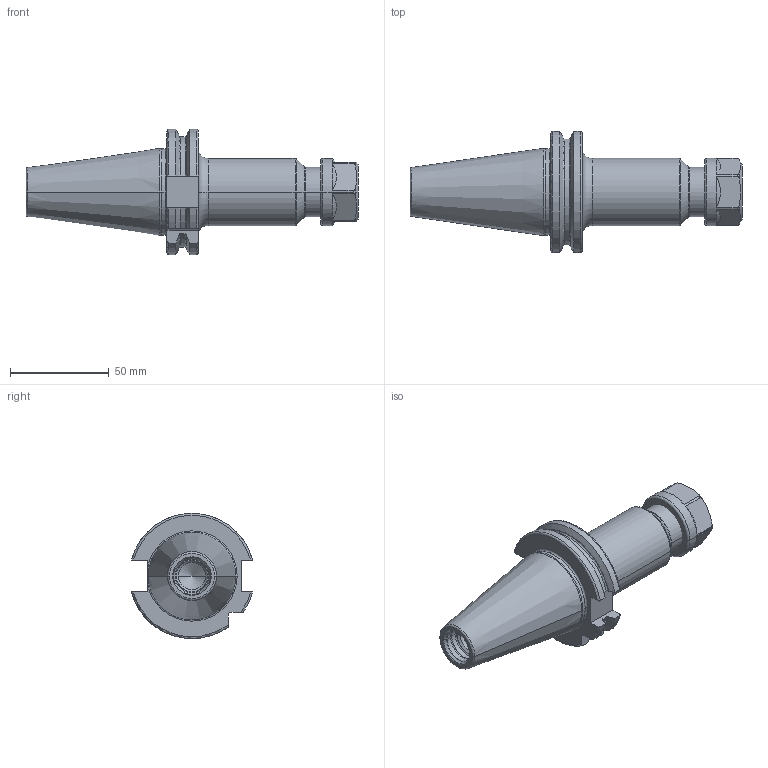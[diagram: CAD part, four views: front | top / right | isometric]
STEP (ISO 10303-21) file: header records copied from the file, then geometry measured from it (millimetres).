
FILE_DESCRIPTION((''),'2;1');
FILE_NAME('40-321-20_ASM','2011-08-31T',('mei'),(''),'PRO/ENGINEER BY PARAMETRIC TECHNOLOGY CORPORATION, 2010430','PRO/ENGINEER BY PARAMETRIC TECHNOLOGY CORPORATION, 2010430','');
FILE_SCHEMA(('CONFIG_CONTROL_DESIGN'));
Length unit declared in the file: millimetre
Products named in the file (3): 40-321-20; 83-912-20; 40-321-20_ASM
Assembly tree (2 placements, depth 2):
  40-321-20_ASM
    40-321-20
    83-912-20
Bounding box: 168.25 x 61.42 x 63.51 mm (x, y, z)
Volume: 171334.1 mm3; surface area: 31343.5 mm2
Topology: 2 solids, 3 shells, 125 faces, 313 edges, 195 vertices
Faces by surface type: torus 38, cone 30, plane 29, cylinder 28
Entity records: 4197 total; most frequent: CARTESIAN_POINT 1124, DIRECTION 661, ORIENTED_EDGE 618, EDGE_CURVE 311, AXIS2_PLACEMENT_3D 280, VERTEX_POINT 195, CIRCLE 148, EDGE_LOOP 130
